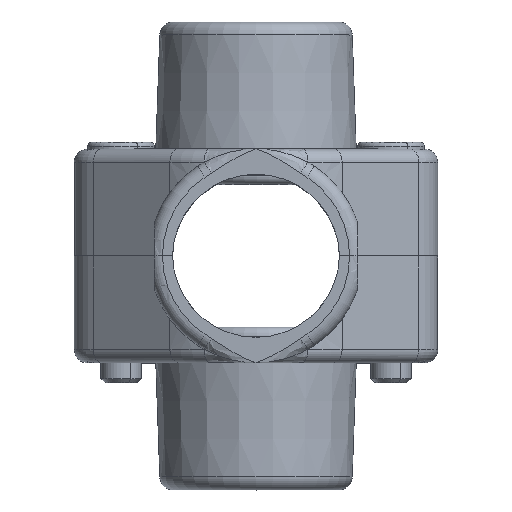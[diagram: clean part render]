
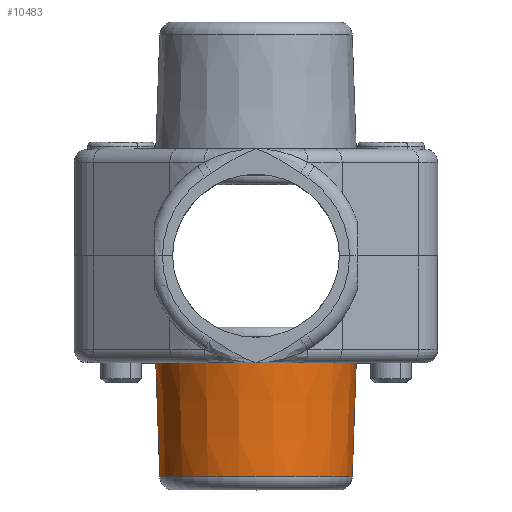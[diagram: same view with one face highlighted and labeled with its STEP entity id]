
A CAD part, top view. The second image highlights one B-rep face of the part: STEP entity #10483.
In plain terms, the highlighted conical face has half-angle 2 degrees and reference radius 15 mm.
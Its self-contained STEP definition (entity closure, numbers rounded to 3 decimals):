
#448 = CARTESIAN_POINT ( 'NONE',  ( 15., -16., 0. ) ) ;
#921 = ORIENTED_EDGE ( 'NONE', *, *, #5686, .T. ) ;
#991 = FACE_OUTER_BOUND ( 'NONE', #10382, .T. ) ;
#1992 = EDGE_CURVE ( 'NONE', #7435, #7541, #7404, .T. ) ;
#2270 = EDGE_CURVE ( 'NONE', #5475, #7541, #14735, .T. ) ;
#3269 = DIRECTION ( 'NONE',  ( 0., 1., 0. ) ) ;
#3491 = DIRECTION ( 'NONE',  ( -1., 0., 0. ) ) ;
#3729 = ORIENTED_EDGE ( 'NONE', *, *, #1992, .F. ) ;
#3802 = CONICAL_SURFACE ( 'NONE', #7021, 15., 0.035 ) ;
#3949 = DIRECTION ( 'NONE',  ( -0.035, 0.999, 0. ) ) ;
#4079 = EDGE_CURVE ( 'NONE', #13796, #5475, #6587, .T. ) ;
#4424 = CARTESIAN_POINT ( 'NONE',  ( 14.404, -33.07, 0. ) ) ;
#5475 = VERTEX_POINT ( 'NONE', #14792 ) ;
#5686 = EDGE_CURVE ( 'NONE', #7435, #13796, #9929, .T. ) ;
#5749 = CARTESIAN_POINT ( 'NONE',  ( -14.404, -33.07, 0. ) ) ;
#6129 = AXIS2_PLACEMENT_3D ( 'NONE', #7124, #15577, #8324 ) ;
#6398 = CARTESIAN_POINT ( 'NONE',  ( -15., -16., 0. ) ) ;
#6587 = LINE ( 'NONE', #448, #9382 ) ;
#7021 = AXIS2_PLACEMENT_3D ( 'NONE', #11928, #13160, #3491 ) ;
#7124 = CARTESIAN_POINT ( 'NONE',  ( 0., -16., 0. ) ) ;
#7404 = LINE ( 'NONE', #6398, #13838 ) ;
#7435 = VERTEX_POINT ( 'NONE', #5749 ) ;
#7541 = VERTEX_POINT ( 'NONE', #12407 ) ;
#8324 = DIRECTION ( 'NONE',  ( -1., 0., 0. ) ) ;
#8885 = DIRECTION ( 'NONE',  ( 0.035, 0.999, 0. ) ) ;
#9382 = VECTOR ( 'NONE', #8885, 1000. ) ;
#9929 = CIRCLE ( 'NONE', #13206, 14.404 ) ;
#10382 = EDGE_LOOP ( 'NONE', ( #921, #11401, #13489, #3729 ) ) ;
#10480 = CARTESIAN_POINT ( 'NONE',  ( 0., -33.07, 0. ) ) ;
#10483 = ADVANCED_FACE ( 'NONE', ( #991 ), #3802, .T. ) ;
#11401 = ORIENTED_EDGE ( 'NONE', *, *, #4079, .T. ) ;
#11698 = DIRECTION ( 'NONE',  ( -1., 0., 0. ) ) ;
#11928 = CARTESIAN_POINT ( 'NONE',  ( 0., -16., 0. ) ) ;
#12407 = CARTESIAN_POINT ( 'NONE',  ( -15., -16., 0. ) ) ;
#13160 = DIRECTION ( 'NONE',  ( 0., 1., 0. ) ) ;
#13206 = AXIS2_PLACEMENT_3D ( 'NONE', #10480, #3269, #11698 ) ;
#13489 = ORIENTED_EDGE ( 'NONE', *, *, #2270, .T. ) ;
#13796 = VERTEX_POINT ( 'NONE', #4424 ) ;
#13838 = VECTOR ( 'NONE', #3949, 1000. ) ;
#14735 = CIRCLE ( 'NONE', #6129, 15. ) ;
#14792 = CARTESIAN_POINT ( 'NONE',  ( 15., -16., 0. ) ) ;
#15577 = DIRECTION ( 'NONE',  ( 0., -1., 0. ) ) ;
